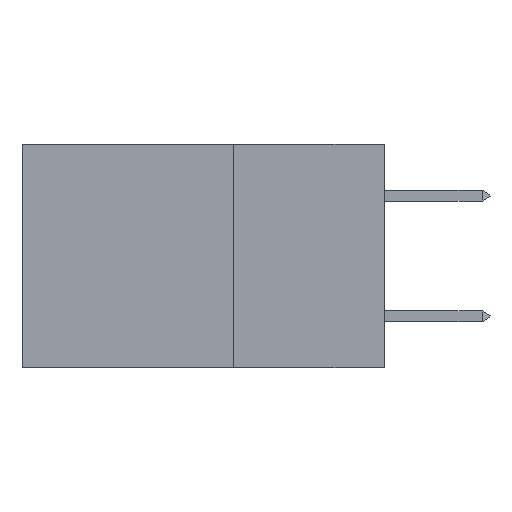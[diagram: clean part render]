
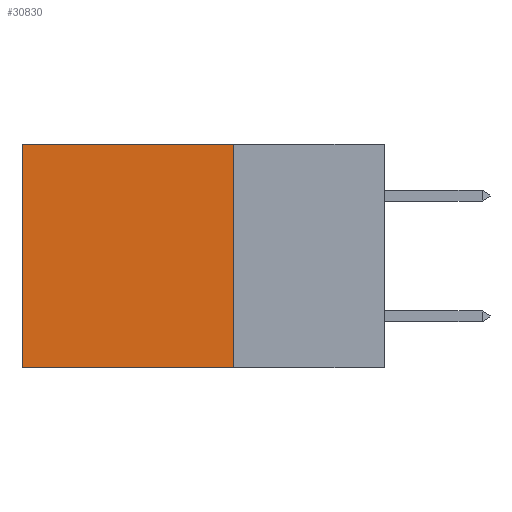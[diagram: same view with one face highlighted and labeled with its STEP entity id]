
A CAD part, left-side view. The second image highlights one B-rep face of the part: STEP entity #30830.
In plain terms, the highlighted planar face has unit normal (-1, 0, 0).
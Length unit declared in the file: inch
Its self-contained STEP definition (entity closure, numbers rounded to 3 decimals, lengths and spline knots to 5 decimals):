
#747 = LINE ( 'NONE', #38423, #12928 ) ;
#969 = EDGE_CURVE ( 'NONE', #5921, #32862, #27521, .T. ) ;
#2320 = EDGE_LOOP ( 'NONE', ( #3312, #19311, #16044, #34033 ) ) ;
#3312 = ORIENTED_EDGE ( 'NONE', *, *, #16278, .T. ) ;
#3536 = CARTESIAN_POINT ( 'NONE',  ( 0.2875, 0.6, 0. ) ) ;
#3975 = CARTESIAN_POINT ( 'NONE',  ( 0.2875, 0.25, 0. ) ) ;
#4638 = DIRECTION ( 'NONE',  ( 0., 1., 0. ) ) ;
#5253 = EDGE_CURVE ( 'NONE', #32862, #6057, #25728, .T. ) ;
#5921 = VERTEX_POINT ( 'NONE', #12255 ) ;
#6057 = VERTEX_POINT ( 'NONE', #26225 ) ;
#6623 = VECTOR ( 'NONE', #4638, 39.37008 ) ;
#9871 = DIRECTION ( 'NONE',  ( 1., 0., 0. ) ) ;
#10595 = EDGE_CURVE ( 'NONE', #5921, #28111, #31744, .T. ) ;
#12255 = CARTESIAN_POINT ( 'NONE',  ( 0.2875, 0.25, 0. ) ) ;
#12928 = VECTOR ( 'NONE', #16749, 39.37008 ) ;
#14561 = VECTOR ( 'NONE', #16333, 39.37008 ) ;
#16044 = ORIENTED_EDGE ( 'NONE', *, *, #969, .F. ) ;
#16278 = EDGE_CURVE ( 'NONE', #28111, #6057, #747, .T. ) ;
#16333 = DIRECTION ( 'NONE',  ( 0., 1., 0. ) ) ;
#16749 = DIRECTION ( 'NONE',  ( 0., 0., -1. ) ) ;
#18901 = AXIS2_PLACEMENT_3D ( 'NONE', #20325, #9871, #29470 ) ;
#19311 = ORIENTED_EDGE ( 'NONE', *, *, #5253, .F. ) ;
#20128 = PLANE ( 'NONE',  #18901 ) ;
#20325 = CARTESIAN_POINT ( 'NONE',  ( 0.2875, 0.25, 0. ) ) ;
#22220 = FACE_OUTER_BOUND ( 'NONE', #2320, .T. ) ;
#23264 = VECTOR ( 'NONE', #36031, 39.37008 ) ;
#25728 = LINE ( 'NONE', #32401, #6623 ) ;
#26225 = CARTESIAN_POINT ( 'NONE',  ( 0.2875, 0.6, -0.37 ) ) ;
#27521 = LINE ( 'NONE', #36227, #23264 ) ;
#28111 = VERTEX_POINT ( 'NONE', #3536 ) ;
#29470 = DIRECTION ( 'NONE',  ( 0., 0., -1. ) ) ;
#30830 = ADVANCED_FACE ( 'NONE', ( #22220 ), #20128, .F. ) ;
#31744 = LINE ( 'NONE', #3975, #14561 ) ;
#32401 = CARTESIAN_POINT ( 'NONE',  ( 0.2875, 0.25, -0.37 ) ) ;
#32862 = VERTEX_POINT ( 'NONE', #35806 ) ;
#34033 = ORIENTED_EDGE ( 'NONE', *, *, #10595, .T. ) ;
#35806 = CARTESIAN_POINT ( 'NONE',  ( 0.2875, 0.25, -0.37 ) ) ;
#36031 = DIRECTION ( 'NONE',  ( 0., 0., -1. ) ) ;
#36227 = CARTESIAN_POINT ( 'NONE',  ( 0.2875, 0.25, 0. ) ) ;
#38423 = CARTESIAN_POINT ( 'NONE',  ( 0.2875, 0.6, 0. ) ) ;
